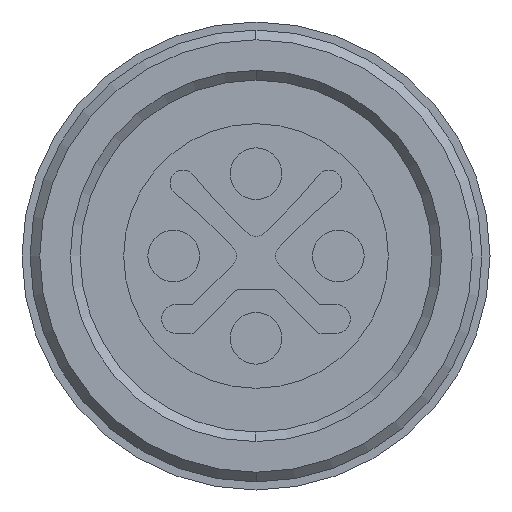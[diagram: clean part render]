
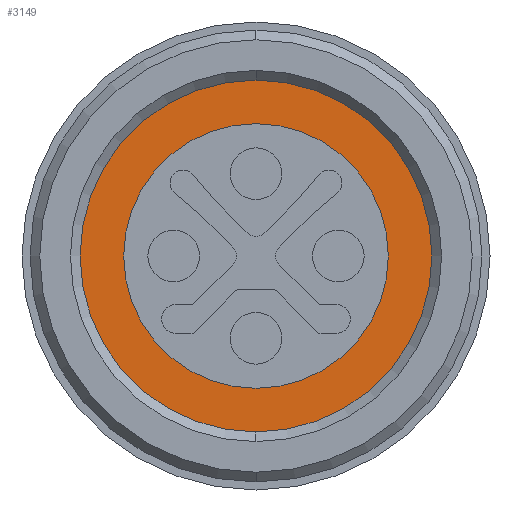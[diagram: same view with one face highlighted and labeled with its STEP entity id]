
A CAD part, left-side view. The second image highlights one B-rep face of the part: STEP entity #3149.
In plain terms, the highlighted planar face has unit normal (-1, 0, 0).
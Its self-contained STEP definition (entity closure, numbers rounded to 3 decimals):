
#337 = AXIS2_PLACEMENT_3D ( 'NONE', #3200, #11621, #4368 ) ;
#662 = ORIENTED_EDGE ( 'NONE', *, *, #5803, .T. ) ;
#1210 = CARTESIAN_POINT ( 'NONE',  ( -3., 0., 0. ) ) ;
#1548 = CARTESIAN_POINT ( 'NONE',  ( -3., 0., 0. ) ) ;
#1951 = ORIENTED_EDGE ( 'NONE', *, *, #14811, .T. ) ;
#2191 = CIRCLE ( 'NONE', #6678, 5.45 ) ;
#2333 = DIRECTION ( 'NONE',  ( 0., 0., 1. ) ) ;
#2679 = DIRECTION ( 'NONE',  ( 0., 0., 1. ) ) ;
#2713 = AXIS2_PLACEMENT_3D ( 'NONE', #1548, #9871, #2679 ) ;
#2835 = AXIS2_PLACEMENT_3D ( 'NONE', #14221, #14208, #14190 ) ;
#3057 = EDGE_LOOP ( 'NONE', ( #662, #1951 ) ) ;
#3110 = CARTESIAN_POINT ( 'NONE',  ( -3., 0., -4.1 ) ) ;
#3149 = ADVANCED_FACE ( 'NONE', ( #5461, #12446 ), #14378, .T. ) ;
#3200 = CARTESIAN_POINT ( 'NONE',  ( -3., 0., 0. ) ) ;
#3288 = AXIS2_PLACEMENT_3D ( 'NONE', #14283, #14431, #14462 ) ;
#3784 = ORIENTED_EDGE ( 'NONE', *, *, #13230, .T. ) ;
#3802 = VERTEX_POINT ( 'NONE', #6908 ) ;
#4368 = DIRECTION ( 'NONE',  ( 0., 0., -1. ) ) ;
#5461 = FACE_OUTER_BOUND ( 'NONE', #5838, .T. ) ;
#5803 = EDGE_CURVE ( 'NONE', #11824, #11882, #9557, .T. ) ;
#5838 = EDGE_LOOP ( 'NONE', ( #3784, #10672 ) ) ;
#6678 = AXIS2_PLACEMENT_3D ( 'NONE', #1210, #9511, #2333 ) ;
#6908 = CARTESIAN_POINT ( 'NONE',  ( -3., 0., 5.45 ) ) ;
#7923 = CARTESIAN_POINT ( 'NONE',  ( -3., 0., -5.45 ) ) ;
#8097 = CARTESIAN_POINT ( 'NONE',  ( -3., 0., 4.1 ) ) ;
#9235 = EDGE_CURVE ( 'NONE', #14265, #3802, #2191, .T. ) ;
#9511 = DIRECTION ( 'NONE',  ( -1., 0., 0. ) ) ;
#9557 = CIRCLE ( 'NONE', #2835, 4.1 ) ;
#9795 = CIRCLE ( 'NONE', #337, 4.1 ) ;
#9871 = DIRECTION ( 'NONE',  ( -1., 0., 0. ) ) ;
#10672 = ORIENTED_EDGE ( 'NONE', *, *, #9235, .T. ) ;
#11621 = DIRECTION ( 'NONE',  ( 1., 0., 0. ) ) ;
#11824 = VERTEX_POINT ( 'NONE', #3110 ) ;
#11882 = VERTEX_POINT ( 'NONE', #8097 ) ;
#12446 = FACE_BOUND ( 'NONE', #3057, .T. ) ;
#13230 = EDGE_CURVE ( 'NONE', #3802, #14265, #14392, .T. ) ;
#14190 = DIRECTION ( 'NONE',  ( 0., 0., -1. ) ) ;
#14208 = DIRECTION ( 'NONE',  ( 1., 0., 0. ) ) ;
#14221 = CARTESIAN_POINT ( 'NONE',  ( -3., 0., 0. ) ) ;
#14265 = VERTEX_POINT ( 'NONE', #7923 ) ;
#14283 = CARTESIAN_POINT ( 'NONE',  ( -3., 0., 0. ) ) ;
#14378 = PLANE ( 'NONE',  #3288 ) ;
#14392 = CIRCLE ( 'NONE', #2713, 5.45 ) ;
#14431 = DIRECTION ( 'NONE',  ( -1., 0., 0. ) ) ;
#14462 = DIRECTION ( 'NONE',  ( 0., 0., 1. ) ) ;
#14811 = EDGE_CURVE ( 'NONE', #11882, #11824, #9795, .T. ) ;
